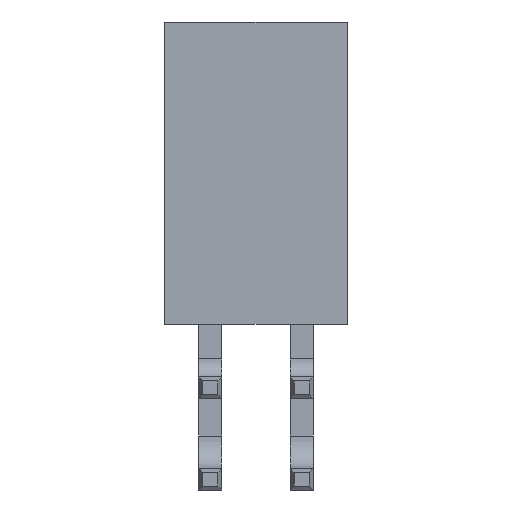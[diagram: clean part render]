
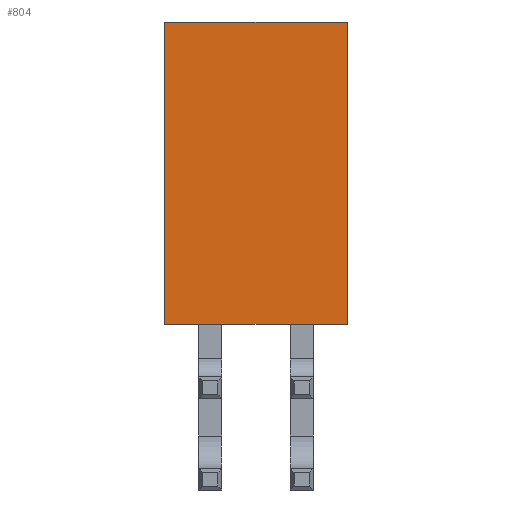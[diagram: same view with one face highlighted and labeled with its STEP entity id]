
A CAD part, front view. The second image highlights one B-rep face of the part: STEP entity #804.
In plain terms, the highlighted planar face has unit normal (0, -1, 0).
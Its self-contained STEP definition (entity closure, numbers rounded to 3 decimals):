
#48 = CARTESIAN_POINT ( 'NONE',  ( 1.27, 0., 10.16 ) ) ;
#431 = LINE ( 'NONE', #3052, #1885 ) ;
#731 = EDGE_CURVE ( 'NONE', #2413, #3435, #431, .T. ) ;
#736 = CARTESIAN_POINT ( 'NONE',  ( -3.81, 0., 1.76 ) ) ;
#804 = ADVANCED_FACE ( 'NONE', ( #2880 ), #2450, .F. ) ;
#879 = CARTESIAN_POINT ( 'NONE',  ( -3.81, 0., 1.76 ) ) ;
#897 = CARTESIAN_POINT ( 'NONE',  ( -3.81, 0., 10.16 ) ) ;
#978 = LINE ( 'NONE', #3495, #1700 ) ;
#1022 = VERTEX_POINT ( 'NONE', #879 ) ;
#1172 = ORIENTED_EDGE ( 'NONE', *, *, #731, .F. ) ;
#1512 = ORIENTED_EDGE ( 'NONE', *, *, #2967, .F. ) ;
#1529 = CARTESIAN_POINT ( 'NONE',  ( 1.27, 0., 1.76 ) ) ;
#1620 = CARTESIAN_POINT ( 'NONE',  ( 1.27, 0., 1.76 ) ) ;
#1672 = DIRECTION ( 'NONE',  ( 0., 0., 1. ) ) ;
#1700 = VECTOR ( 'NONE', #1920, 1000. ) ;
#1828 = DIRECTION ( 'NONE',  ( 0., 0., -1. ) ) ;
#1840 = DIRECTION ( 'NONE',  ( 0., 1., 0. ) ) ;
#1885 = VECTOR ( 'NONE', #3978, 1000. ) ;
#1907 = VECTOR ( 'NONE', #1828, 1000. ) ;
#1920 = DIRECTION ( 'NONE',  ( -1., 0., 0. ) ) ;
#2051 = VERTEX_POINT ( 'NONE', #1620 ) ;
#2119 = EDGE_CURVE ( 'NONE', #1022, #2413, #3509, .T. ) ;
#2413 = VERTEX_POINT ( 'NONE', #897 ) ;
#2450 = PLANE ( 'NONE',  #2707 ) ;
#2707 = AXIS2_PLACEMENT_3D ( 'NONE', #3741, #1840, #4033 ) ;
#2737 = ORIENTED_EDGE ( 'NONE', *, *, #3462, .F. ) ;
#2880 = FACE_OUTER_BOUND ( 'NONE', #3848, .T. ) ;
#2967 = EDGE_CURVE ( 'NONE', #3435, #2051, #3583, .T. ) ;
#3052 = CARTESIAN_POINT ( 'NONE',  ( -1.27, 0., 10.16 ) ) ;
#3416 = VECTOR ( 'NONE', #1672, 1000. ) ;
#3435 = VERTEX_POINT ( 'NONE', #48 ) ;
#3462 = EDGE_CURVE ( 'NONE', #2051, #1022, #978, .T. ) ;
#3495 = CARTESIAN_POINT ( 'NONE',  ( -1.27, 0., 1.76 ) ) ;
#3509 = LINE ( 'NONE', #736, #3416 ) ;
#3583 = LINE ( 'NONE', #1529, #1907 ) ;
#3610 = ORIENTED_EDGE ( 'NONE', *, *, #2119, .F. ) ;
#3741 = CARTESIAN_POINT ( 'NONE',  ( -1.27, 0., 10.16 ) ) ;
#3848 = EDGE_LOOP ( 'NONE', ( #1172, #3610, #2737, #1512 ) ) ;
#3978 = DIRECTION ( 'NONE',  ( 1., 0., 0. ) ) ;
#4033 = DIRECTION ( 'NONE',  ( 0., 0., 1. ) ) ;
